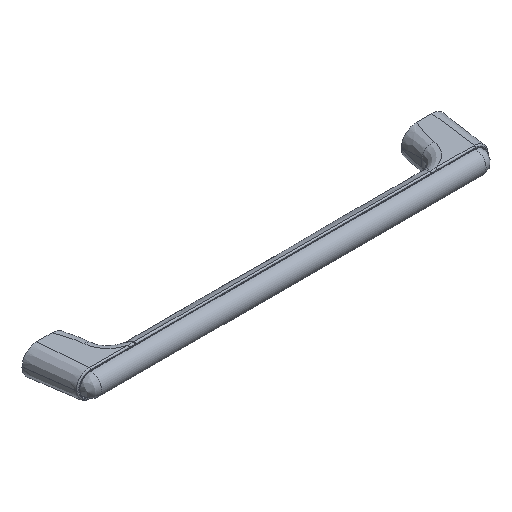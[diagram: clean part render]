
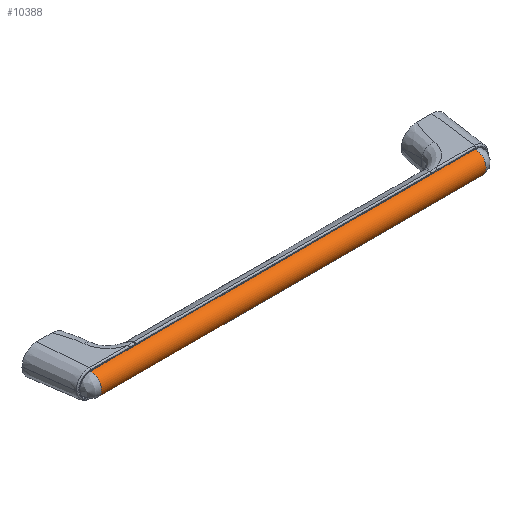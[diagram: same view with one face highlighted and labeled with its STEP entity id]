
A CAD part, isometric view. The second image highlights one B-rep face of the part: STEP entity #10388.
In plain terms, the highlighted free-form (B-spline) face has degree [1, 2] with [2, 7] control points.
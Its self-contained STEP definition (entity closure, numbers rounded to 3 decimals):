
#10226=CARTESIAN_POINT('',(144.0,6.928,-12.0));
#10227=VERTEX_POINT('',#10226);
#10228=CARTESIAN_POINT('',(144.0,-6.928,-12.0));
#10229=VERTEX_POINT('',#10228);
#10245=CARTESIAN_POINT('',(-144.0,-6.928,-12.0));
#10246=VERTEX_POINT('',#10245);
#10247=CARTESIAN_POINT('',(144.0,-6.928,-12.0));
#10248=CARTESIAN_POINT('',(-144.0,-6.928,-12.0));
#10249=QUASI_UNIFORM_CURVE('',1,(#10247,#10248),.UNSPECIFIED.,.F.,.U.);
#10250=EDGE_CURVE('',#10229,#10246,#10249,.T.);
#10252=CARTESIAN_POINT('',(-144.0,6.928,-12.0));
#10253=VERTEX_POINT('',#10252);
#10269=CARTESIAN_POINT('',(-144.0,6.928,-12.0));
#10270=CARTESIAN_POINT('',(144.0,6.928,-12.0));
#10271=QUASI_UNIFORM_CURVE('',1,(#10269,#10270),.UNSPECIFIED.,.F.,.U.);
#10272=EDGE_CURVE('',#10253,#10227,#10271,.T.);
#10324=CARTESIAN_POINT('',(-144.0,-6.928,-12.));
#10325=CARTESIAN_POINT('',(-144.0,-10.285,-6.187));
#10326=CARTESIAN_POINT('',(-144.0,-5.142,-1.872));
#10327=CARTESIAN_POINT('',(-144.0,0.,2.443));
#10328=CARTESIAN_POINT('',(-144.0,5.142,-1.872));
#10329=CARTESIAN_POINT('',(-144.0,10.285,-6.187));
#10330=CARTESIAN_POINT('',(-144.0,6.928,-12.));
#10338=(BOUNDED_CURVE()B_SPLINE_CURVE(2,(#10324,#10325,#10326,#10327,#10328,#10329,#10330),.UNSPECIFIED.,.F.,.U.)B_SPLINE_CURVE_WITH_KNOTS((3,2,2,3),(0.0,0.333,0.667,1.0),.UNSPECIFIED.)CURVE()GEOMETRIC_REPRESENTATION_ITEM()RATIONAL_B_SPLINE_CURVE((1.0,0.766,1.0,0.766,1.0,0.766,1.0))REPRESENTATION_ITEM(''));
#10339=EDGE_CURVE('',#10246,#10253,#10338,.T.);
#10344=CARTESIAN_POINT('',(151.2,6.821,-12.18));
#10345=CARTESIAN_POINT('',(-151.38,6.821,-12.18));
#10346=CARTESIAN_POINT('',(151.2,10.455,-6.25));
#10347=CARTESIAN_POINT('',(-151.38,10.455,-6.25));
#10348=CARTESIAN_POINT('',(151.2,5.089,-1.827));
#10349=CARTESIAN_POINT('',(-151.38,5.089,-1.827));
#10350=CARTESIAN_POINT('',(151.2,-0.277,2.596));
#10351=CARTESIAN_POINT('',(-151.38,-0.277,2.596));
#10352=CARTESIAN_POINT('',(151.2,-5.405,-2.102));
#10353=CARTESIAN_POINT('',(-151.38,-5.405,-2.102));
#10354=CARTESIAN_POINT('',(151.2,-10.532,-6.8));
#10355=CARTESIAN_POINT('',(-151.38,-10.532,-6.8));
#10356=CARTESIAN_POINT('',(151.2,-6.593,-12.531));
#10357=CARTESIAN_POINT('',(-151.38,-6.593,-12.531));
#10365=(BOUNDED_SURFACE()B_SPLINE_SURFACE(1,2,((#10344,#10346,#10348,#10350,#10352,#10354,#10356),(#10345,#10347,#10349,#10351,#10353,#10355,#10357)),.UNSPECIFIED.,.F.,.F.,.U.)B_SPLINE_SURFACE_WITH_KNOTS((2,2),(3,2,2,3),(0.0,302.58),(0.0,11.964,23.929,35.893),.UNSPECIFIED.)GEOMETRIC_REPRESENTATION_ITEM()RATIONAL_B_SPLINE_SURFACE(((1.0,0.755,1.0,0.755,1.0,0.755,1.0),(1.0,0.755,1.0,0.755,1.0,0.755,1.0)))REPRESENTATION_ITEM('')SURFACE());
#10366=ORIENTED_EDGE('',*,*,#10250,.F.);
#10367=CARTESIAN_POINT('',(144.0,-6.928,-12.));
#10368=CARTESIAN_POINT('',(144.,-10.285,-6.187));
#10369=CARTESIAN_POINT('',(144.0,-5.142,-1.872));
#10370=CARTESIAN_POINT('',(144.,0.,2.443));
#10371=CARTESIAN_POINT('',(144.0,5.142,-1.872));
#10372=CARTESIAN_POINT('',(144.,10.285,-6.187));
#10373=CARTESIAN_POINT('',(144.0,6.928,-12.));
#10381=(BOUNDED_CURVE()B_SPLINE_CURVE(2,(#10367,#10368,#10369,#10370,#10371,#10372,#10373),.UNSPECIFIED.,.F.,.U.)B_SPLINE_CURVE_WITH_KNOTS((3,2,2,3),(0.0,0.333,0.667,1.0),.UNSPECIFIED.)CURVE()GEOMETRIC_REPRESENTATION_ITEM()RATIONAL_B_SPLINE_CURVE((1.0,0.766,1.0,0.766,1.0,0.766,1.0))REPRESENTATION_ITEM(''));
#10382=EDGE_CURVE('',#10229,#10227,#10381,.T.);
#10383=ORIENTED_EDGE('',*,*,#10382,.T.);
#10384=ORIENTED_EDGE('',*,*,#10272,.F.);
#10385=ORIENTED_EDGE('',*,*,#10339,.F.);
#10386=EDGE_LOOP('',(#10366,#10383,#10384,#10385));
#10387=FACE_OUTER_BOUND('',#10386,.T.);
#10388=ADVANCED_FACE('',(#10387),#10365,.T.);
